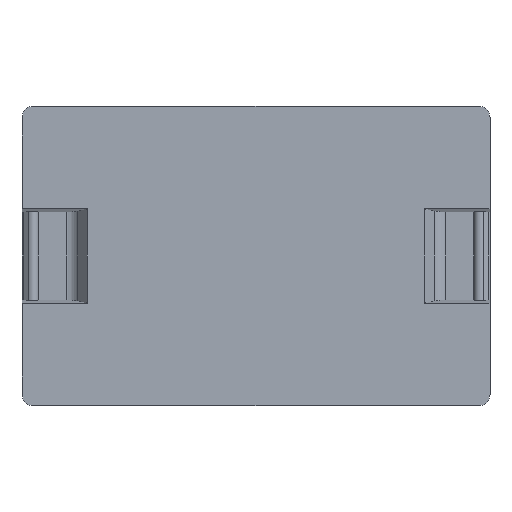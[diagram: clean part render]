
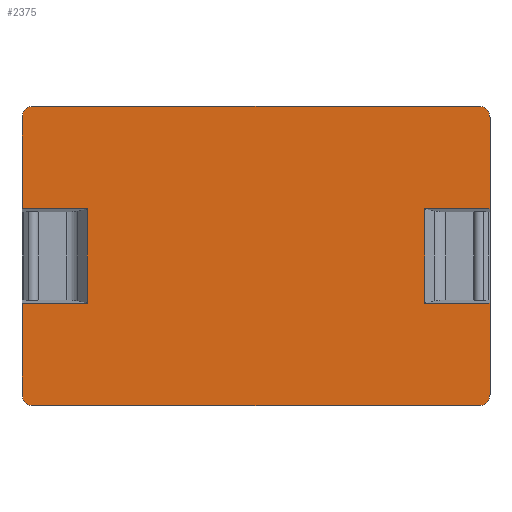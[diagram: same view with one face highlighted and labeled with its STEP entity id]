
A CAD part, front view. The second image highlights one B-rep face of the part: STEP entity #2375.
In plain terms, the highlighted planar face has unit normal (0, -1, 0).
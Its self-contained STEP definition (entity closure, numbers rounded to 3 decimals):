
#1=DIRECTION('',(-1.,0.,0.));
#2=VECTOR('',#1,4.431);
#3=CARTESIAN_POINT('',(15.875,0.,3.203));
#4=LINE('',#3,#2);
#5=DIRECTION('',(0.,0.,1.));
#6=VECTOR('',#5,6.406);
#7=CARTESIAN_POINT('',(11.444,0.,-3.203));
#8=LINE('',#7,#6);
#9=DIRECTION('',(-1.,0.,0.));
#10=VECTOR('',#9,4.431);
#11=CARTESIAN_POINT('',(15.875,0.,-3.203));
#12=LINE('',#11,#10);
#13=DIRECTION('',(0.,0.,-1.));
#14=VECTOR('',#13,6.172);
#15=CARTESIAN_POINT('',(15.875,0.,-3.203));
#16=LINE('',#15,#14);
#17=CARTESIAN_POINT('',(15.075,0.,-9.375));
#18=DIRECTION('',(0.,-1.,0.));
#19=DIRECTION('',(0.,0.,-1.));
#20=AXIS2_PLACEMENT_3D('',#17,#18,#19);
#22=DIRECTION('',(-1.,0.,0.));
#23=VECTOR('',#22,30.15);
#24=CARTESIAN_POINT('',(15.075,0.,-10.175));
#25=LINE('',#24,#23);
#26=CARTESIAN_POINT('',(-15.075,0.,-9.375));
#27=DIRECTION('',(0.,-1.,0.));
#28=DIRECTION('',(-1.,0.,0.));
#29=AXIS2_PLACEMENT_3D('',#26,#27,#28);
#31=DIRECTION('',(0.,0.,1.));
#32=VECTOR('',#31,6.172);
#33=CARTESIAN_POINT('',(-15.875,0.,-9.375));
#34=LINE('',#33,#32);
#35=DIRECTION('',(1.,0.,0.));
#36=VECTOR('',#35,4.431);
#37=CARTESIAN_POINT('',(-15.875,0.,-3.203));
#38=LINE('',#37,#36);
#39=DIRECTION('',(0.,0.,1.));
#40=VECTOR('',#39,6.406);
#41=CARTESIAN_POINT('',(-11.444,0.,-3.203));
#42=LINE('',#41,#40);
#43=DIRECTION('',(1.,0.,0.));
#44=VECTOR('',#43,4.431);
#45=CARTESIAN_POINT('',(-15.875,0.,3.203));
#46=LINE('',#45,#44);
#47=DIRECTION('',(0.,0.,1.));
#48=VECTOR('',#47,6.172);
#49=CARTESIAN_POINT('',(-15.875,0.,3.203));
#50=LINE('',#49,#48);
#51=CARTESIAN_POINT('',(-15.075,0.,9.375));
#52=DIRECTION('',(0.,-1.,0.));
#53=DIRECTION('',(0.,0.,1.));
#54=AXIS2_PLACEMENT_3D('',#51,#52,#53);
#56=DIRECTION('',(1.,0.,0.));
#57=VECTOR('',#56,30.15);
#58=CARTESIAN_POINT('',(-15.075,0.,10.175));
#59=LINE('',#58,#57);
#60=CARTESIAN_POINT('',(15.075,0.,9.375));
#61=DIRECTION('',(0.,-1.,0.));
#62=DIRECTION('',(1.,0.,0.));
#63=AXIS2_PLACEMENT_3D('',#60,#61,#62);
#65=DIRECTION('',(0.,0.,-1.));
#66=VECTOR('',#65,6.172);
#67=CARTESIAN_POINT('',(15.875,0.,9.375));
#68=LINE('',#67,#66);
#2130=CARTESIAN_POINT('',(-15.875,0.,9.375));
#2132=VERTEX_POINT('',#2130);
#2135=CARTESIAN_POINT('',(-15.075,0.,10.175));
#2136=VERTEX_POINT('',#2135);
#2137=CARTESIAN_POINT('',(-15.875,0.,-9.375));
#2139=VERTEX_POINT('',#2137);
#2141=CARTESIAN_POINT('',(-15.075,0.,-10.175));
#2142=VERTEX_POINT('',#2141);
#2158=CARTESIAN_POINT('',(15.075,0.,10.175));
#2160=VERTEX_POINT('',#2158);
#2163=CARTESIAN_POINT('',(15.875,0.,9.375));
#2164=VERTEX_POINT('',#2163);
#2165=CARTESIAN_POINT('',(15.075,0.,-10.175));
#2167=VERTEX_POINT('',#2165);
#2169=CARTESIAN_POINT('',(15.875,0.,-9.375));
#2170=VERTEX_POINT('',#2169);
#2281=CARTESIAN_POINT('',(15.875,0.,3.203));
#2282=VERTEX_POINT('',#2281);
#2292=CARTESIAN_POINT('',(11.444,0.,3.203));
#2293=VERTEX_POINT('',#2292);
#2298=CARTESIAN_POINT('',(11.444,0.,-3.203));
#2299=VERTEX_POINT('',#2298);
#2300=CARTESIAN_POINT('',(15.875,0.,-3.203));
#2301=VERTEX_POINT('',#2300);
#2324=CARTESIAN_POINT('',(-15.875,0.,3.203));
#2325=CARTESIAN_POINT('',(-11.444,0.,3.203));
#2326=VERTEX_POINT('',#2324);
#2327=VERTEX_POINT('',#2325);
#2328=CARTESIAN_POINT('',(-15.875,0.,-3.203));
#2329=CARTESIAN_POINT('',(-11.444,0.,-3.203));
#2330=VERTEX_POINT('',#2328);
#2331=VERTEX_POINT('',#2329);
#2336=CARTESIAN_POINT('',(0.,0.,0.));
#2337=DIRECTION('',(0.,1.,0.));
#2338=DIRECTION('',(1.,0.,0.));
#2339=AXIS2_PLACEMENT_3D('',#2336,#2337,#2338);
#2340=PLANE('',#2339);
#2342=ORIENTED_EDGE('',*,*,#2341,.T.);
#2344=ORIENTED_EDGE('',*,*,#2343,.F.);
#2346=ORIENTED_EDGE('',*,*,#2345,.F.);
#2348=ORIENTED_EDGE('',*,*,#2347,.T.);
#2350=ORIENTED_EDGE('',*,*,#2349,.F.);
#2352=ORIENTED_EDGE('',*,*,#2351,.T.);
#2354=ORIENTED_EDGE('',*,*,#2353,.F.);
#2356=ORIENTED_EDGE('',*,*,#2355,.T.);
#2358=ORIENTED_EDGE('',*,*,#2357,.T.);
#2360=ORIENTED_EDGE('',*,*,#2359,.T.);
#2362=ORIENTED_EDGE('',*,*,#2361,.F.);
#2364=ORIENTED_EDGE('',*,*,#2363,.T.);
#2366=ORIENTED_EDGE('',*,*,#2365,.F.);
#2368=ORIENTED_EDGE('',*,*,#2367,.T.);
#2370=ORIENTED_EDGE('',*,*,#2369,.F.);
#2372=ORIENTED_EDGE('',*,*,#2371,.T.);
#2373=EDGE_LOOP('',(#2342,#2344,#2346,#2348,#2350,#2352,#2354,#2356,#2358,#2360,
#2362,#2364,#2366,#2368,#2370,#2372));
#2374=FACE_OUTER_BOUND('',#2373,.F.);
#2375=ADVANCED_FACE('',(#2374),#2340,.F.);
#21=CIRCLE('',#20,0.8);
#30=CIRCLE('',#29,0.8);
#55=CIRCLE('',#54,0.8);
#64=CIRCLE('',#63,0.8);
#2341=EDGE_CURVE('',#2282,#2293,#4,.T.);
#2343=EDGE_CURVE('',#2299,#2293,#8,.T.);
#2345=EDGE_CURVE('',#2301,#2299,#12,.T.);
#2347=EDGE_CURVE('',#2301,#2170,#16,.T.);
#2349=EDGE_CURVE('',#2167,#2170,#21,.T.);
#2351=EDGE_CURVE('',#2167,#2142,#25,.T.);
#2353=EDGE_CURVE('',#2139,#2142,#30,.T.);
#2355=EDGE_CURVE('',#2139,#2330,#34,.T.);
#2357=EDGE_CURVE('',#2330,#2331,#38,.T.);
#2359=EDGE_CURVE('',#2331,#2327,#42,.T.);
#2361=EDGE_CURVE('',#2326,#2327,#46,.T.);
#2363=EDGE_CURVE('',#2326,#2132,#50,.T.);
#2365=EDGE_CURVE('',#2136,#2132,#55,.T.);
#2367=EDGE_CURVE('',#2136,#2160,#59,.T.);
#2369=EDGE_CURVE('',#2164,#2160,#64,.T.);
#2371=EDGE_CURVE('',#2164,#2282,#68,.T.);
